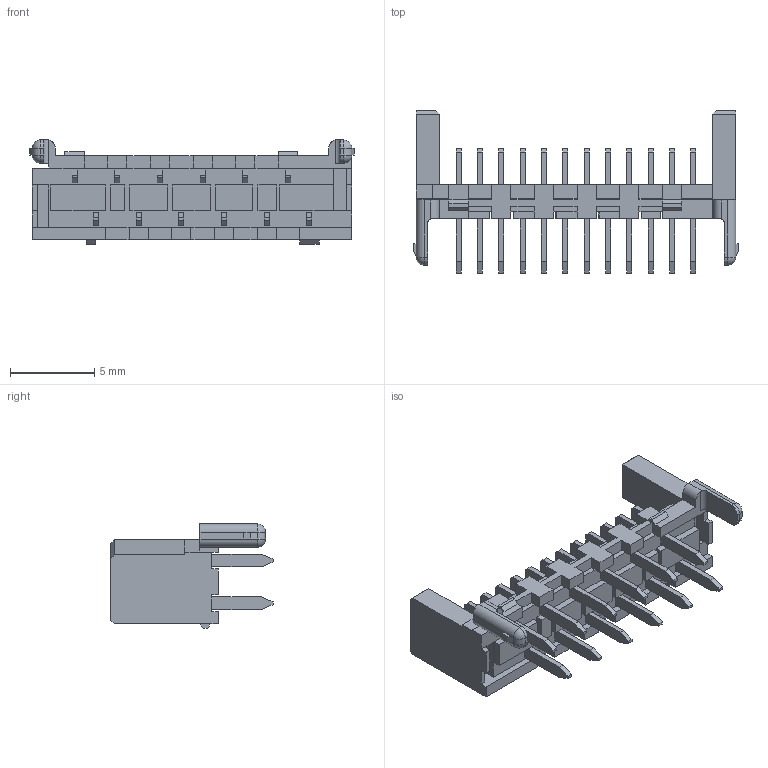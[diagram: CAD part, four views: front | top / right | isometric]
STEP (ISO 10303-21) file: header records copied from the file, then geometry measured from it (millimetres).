
FILE_DESCRIPTION( ('This file contains a STEP AP42 implementation' ,'as created by ZW3D STEP Interface translator.') ,'2;1' );
FILE_NAME( '3901-12MSSMDWBT1.stp' ,'231212.161747', (''), ('ZWCAD Software Co.'), 'Version 1.0', 'ZW3D to STEP translator', '' );
FILE_SCHEMA(('AUTOMOTIVE_DESIGN { 1 0 10303 214 1 1 1 1 }'));
Length unit declared in the file: millimetre
Products named in the file (2): 0; 3901-12MSSMDWBT1
Bounding box: 19.32 x 9.65 x 6.2 mm (x, y, z)
Volume: 221.3 mm3; surface area: 671.4 mm2
Topology: 1 solids, 1 shells, 497 faces, 1385 edges, 908 vertices
Faces by surface type: plane 455, cylinder 38, sphere 4
Entity records: 18511 total; most frequent: CARTESIAN_POINT 6444, ORIENTED_EDGE 2770, DIRECTION 1764, EDGE_CURVE 1385, VERTEX_POINT 908, VECTOR 712, LINE 712, B_SPLINE_CURVE_WITH_KNOTS 645
